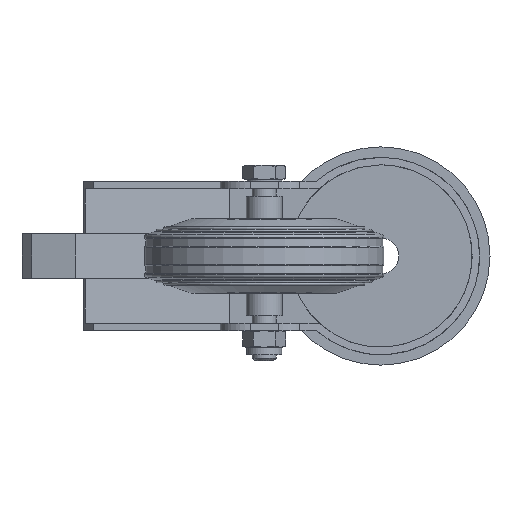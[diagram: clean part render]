
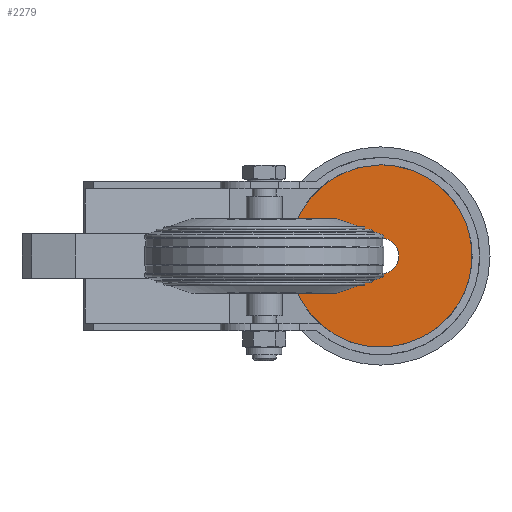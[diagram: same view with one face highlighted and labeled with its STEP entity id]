
A CAD part, front view. The second image highlights one B-rep face of the part: STEP entity #2279.
In plain terms, the highlighted planar face has unit normal (0, -1, 0).
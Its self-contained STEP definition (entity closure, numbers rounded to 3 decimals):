
#182=FACE_BOUND('',#452,.T.);
#218=PLANE('',#2561);
#298=FACE_OUTER_BOUND('',#451,.T.);
#451=EDGE_LOOP('',(#1674));
#452=EDGE_LOOP('',(#1675));
#622=CIRCLE('',#2553,30.5);
#626=CIRCLE('',#2562,6.);
#1074=VERTEX_POINT('',#3656);
#1083=VERTEX_POINT('',#3685);
#1292=EDGE_CURVE('',#1074,#1074,#622,.T.);
#1307=EDGE_CURVE('',#1083,#1083,#626,.F.);
#1674=ORIENTED_EDGE('',*,*,#1292,.T.);
#1675=ORIENTED_EDGE('',*,*,#1307,.T.);
#2279=ADVANCED_FACE('',(#298,#182),#218,.T.);
#2553=AXIS2_PLACEMENT_3D('',#3657,#2913,#2914);
#2561=AXIS2_PLACEMENT_3D('',#3684,#2940,#2941);
#2562=AXIS2_PLACEMENT_3D('',#3686,#2942,#2943);
#2913=DIRECTION('center_axis',(0.,-1.,0.));
#2914=DIRECTION('ref_axis',(0.,0.,-1.));
#2940=DIRECTION('center_axis',(0.,-1.,0.));
#2941=DIRECTION('ref_axis',(0.,0.,-1.));
#2942=DIRECTION('center_axis',(0.,-1.,0.));
#2943=DIRECTION('ref_axis',(0.,0.,-1.));
#3656=CARTESIAN_POINT('',(39.,53.,30.5));
#3657=CARTESIAN_POINT('Origin',(39.,53.,0.));
#3684=CARTESIAN_POINT('Origin',(39.,53.,0.));
#3685=CARTESIAN_POINT('',(39.,53.,6.));
#3686=CARTESIAN_POINT('Origin',(39.,53.,0.));
